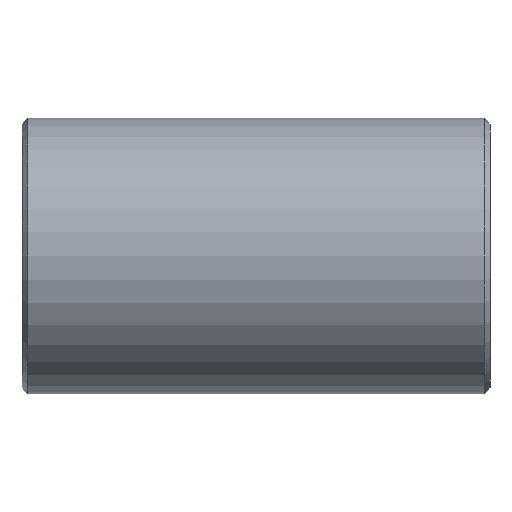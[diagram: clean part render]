
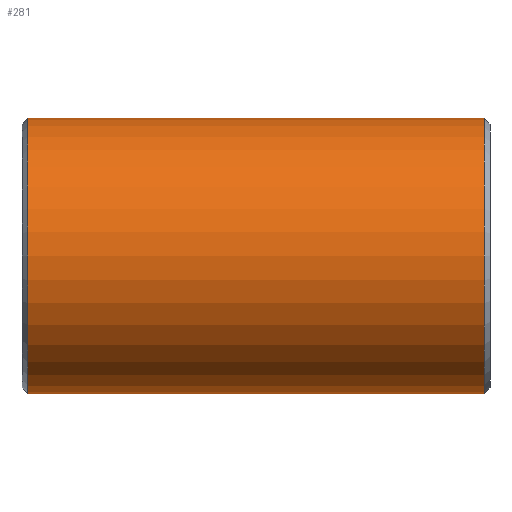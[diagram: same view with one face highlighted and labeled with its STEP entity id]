
A CAD part, front view. The second image highlights one B-rep face of the part: STEP entity #281.
In plain terms, the highlighted cylindrical face has radius 84.138 mm (diameter 168.275 mm), a partial arc.
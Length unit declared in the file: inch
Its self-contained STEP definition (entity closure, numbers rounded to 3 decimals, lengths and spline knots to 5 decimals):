
#3 = DIRECTION ( 'NONE',  ( 0., 0., 1. ) ) ;
#68 = LINE ( 'NONE', #249, #461 ) ;
#74 = AXIS2_PLACEMENT_3D ( 'NONE', #235, #402, #122 ) ;
#82 = ORIENTED_EDGE ( 'NONE', *, *, #519, .F. ) ;
#88 = AXIS2_PLACEMENT_3D ( 'NONE', #321, #796, #633 ) ;
#122 = DIRECTION ( 'NONE',  ( 0., 0., -1. ) ) ;
#174 = VERTEX_POINT ( 'NONE', #785 ) ;
#206 = VECTOR ( 'NONE', #230, 39.37008 ) ;
#230 = DIRECTION ( 'NONE',  ( -1., 0., 0. ) ) ;
#235 = CARTESIAN_POINT ( 'NONE',  ( 5.476, 0., 0. ) ) ;
#241 = CARTESIAN_POINT ( 'NONE',  ( 5.476, 0., 3.3125 ) ) ;
#249 = CARTESIAN_POINT ( 'NONE',  ( 5.62, 0., -3.3125 ) ) ;
#251 = DIRECTION ( 'NONE',  ( -1., 0., 0. ) ) ;
#255 = AXIS2_PLACEMENT_3D ( 'NONE', #505, #365, #3 ) ;
#270 = CIRCLE ( 'NONE', #255, 3.3125 ) ;
#281 = ADVANCED_FACE ( 'NONE', ( #428 ), #551, .T. ) ;
#321 = CARTESIAN_POINT ( 'NONE',  ( 5.62, 0., 0. ) ) ;
#365 = DIRECTION ( 'NONE',  ( 1., 0., 0. ) ) ;
#398 = ORIENTED_EDGE ( 'NONE', *, *, #405, .T. ) ;
#402 = DIRECTION ( 'NONE',  ( -1., 0., 0. ) ) ;
#405 = EDGE_CURVE ( 'NONE', #650, #589, #615, .T. ) ;
#419 = CIRCLE ( 'NONE', #74, 3.3125 ) ;
#428 = FACE_OUTER_BOUND ( 'NONE', #596, .T. ) ;
#434 = CARTESIAN_POINT ( 'NONE',  ( 5.476, 0., -3.3125 ) ) ;
#461 = VECTOR ( 'NONE', #251, 39.37008 ) ;
#469 = ORIENTED_EDGE ( 'NONE', *, *, #485, .T. ) ;
#485 = EDGE_CURVE ( 'NONE', #577, #650, #419, .T. ) ;
#505 = CARTESIAN_POINT ( 'NONE',  ( -5.476, 0., 0. ) ) ;
#519 = EDGE_CURVE ( 'NONE', #577, #174, #68, .T. ) ;
#546 = CARTESIAN_POINT ( 'NONE',  ( 5.62, 0., 3.3125 ) ) ;
#551 = CYLINDRICAL_SURFACE ( 'NONE', #88, 3.3125 ) ;
#558 = EDGE_CURVE ( 'NONE', #589, #174, #270, .T. ) ;
#577 = VERTEX_POINT ( 'NONE', #434 ) ;
#589 = VERTEX_POINT ( 'NONE', #741 ) ;
#596 = EDGE_LOOP ( 'NONE', ( #82, #469, #398, #704 ) ) ;
#615 = LINE ( 'NONE', #546, #206 ) ;
#633 = DIRECTION ( 'NONE',  ( 0., 0., 1. ) ) ;
#650 = VERTEX_POINT ( 'NONE', #241 ) ;
#704 = ORIENTED_EDGE ( 'NONE', *, *, #558, .T. ) ;
#741 = CARTESIAN_POINT ( 'NONE',  ( -5.476, 0., 3.3125 ) ) ;
#785 = CARTESIAN_POINT ( 'NONE',  ( -5.476, 0., -3.3125 ) ) ;
#796 = DIRECTION ( 'NONE',  ( -1., 0., 0. ) ) ;
